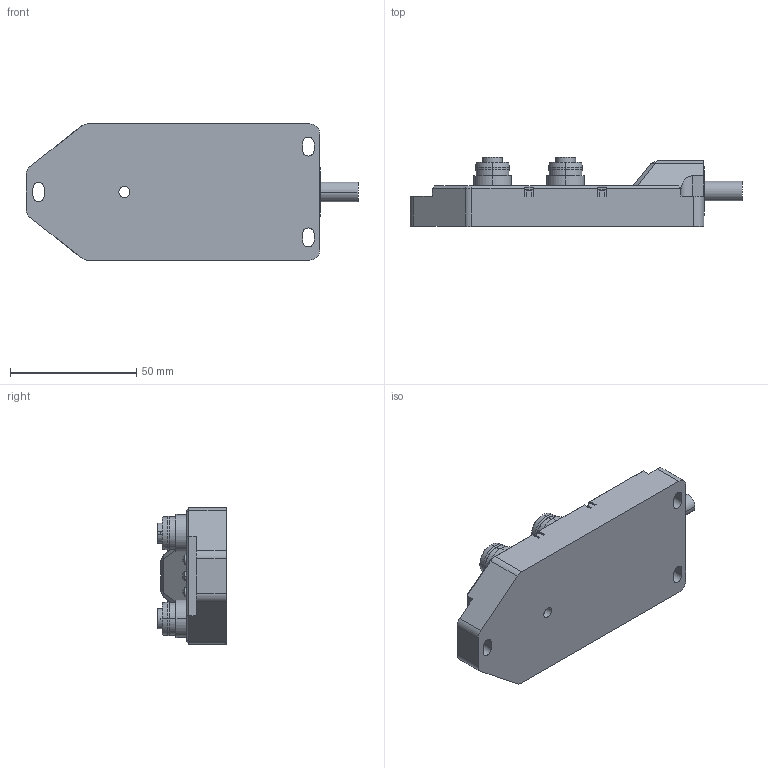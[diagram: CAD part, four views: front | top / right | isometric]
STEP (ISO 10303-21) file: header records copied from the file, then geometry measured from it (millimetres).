
FILE_DESCRIPTION((''),'2;1');
FILE_NAME('JB4M12-4P-D2','2019-02-11T',('Dell'),(''),'CREO PARAMETRIC BY PTC INC, 2017020','CREO PARAMETRIC BY PTC INC, 2017020','');
FILE_SCHEMA(('CONFIG_CONTROL_DESIGN'));
Length unit declared in the file: millimetre
Products named in the file (1): JB4M12-4P-D2
Bounding box: 131.7 x 27.3 x 54 mm (x, y, z)
Volume: 100410.8 mm3; surface area: 24913.9 mm2
Topology: 1 solids, 7 shells, 587 faces, 1492 edges, 1000 vertices
Faces by surface type: plane 301, cylinder 242, cone 24, sphere 18, torus 2
Entity records: 17951 total; most frequent: DIRECTION 3267, CARTESIAN_POINT 3109, ORIENTED_EDGE 2944, EDGE_CURVE 1472, AXIS2_PLACEMENT_3D 1220, VERTEX_POINT 1000, VECTOR 827, LINE 827
